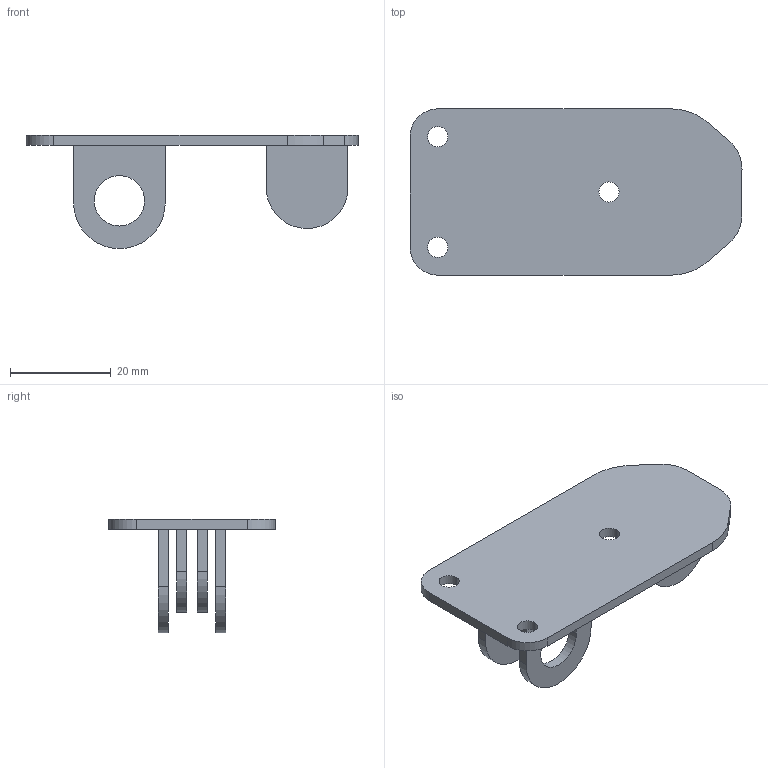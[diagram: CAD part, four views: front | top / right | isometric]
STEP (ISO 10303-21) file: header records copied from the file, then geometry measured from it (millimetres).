
FILE_DESCRIPTION((''),'2;1');
FILE_NAME('PRT0018_1_1_1_1','2023-02-17T09:50:54',('klemen.sitar'),('Audax d.o.o.'),'CREO PARAMETRIC BY PTC INC, 2021304','CREO PARAMETRIC BY PTC INC, 2021304','');
FILE_SCHEMA(('AP242_MANAGED_MODEL_BASED_3D_ENGINEERING_MIM_LF { 1 0 10303 442 1 1 4 }'));
Length unit declared in the file: millimetre
Products named in the file (1): PRT0018_1_1_1_1
Bounding box: 65.9 x 33 x 22.5 mm (x, y, z)
Volume: 6059.3 mm3; surface area: 6858.7 mm2
Topology: 1 solids, 1 shells, 44 faces, 124 edges, 88 vertices
Faces by surface type: plane 24, cylinder 20
Entity records: 2331 total; most frequent: COLOUR_RGB 328, DIRECTION 262, CARTESIAN_POINT 255, ORIENTED_EDGE 244, PRESENTATION_STYLE_ASSIGNMENT 126, STYLED_ITEM 126, CURVE_STYLE 125, EDGE_CURVE 122
